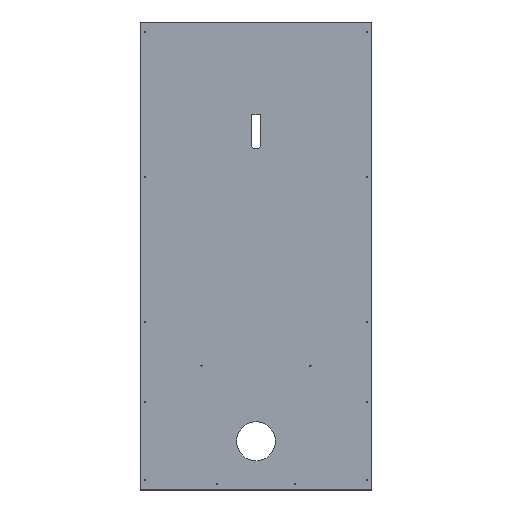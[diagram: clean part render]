
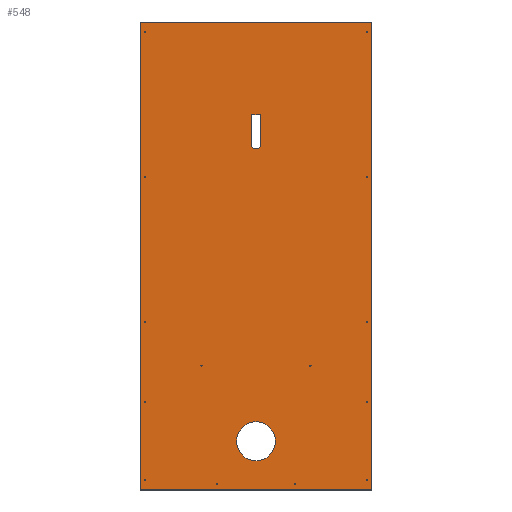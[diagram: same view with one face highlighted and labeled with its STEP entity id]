
A CAD part, top view. The second image highlights one B-rep face of the part: STEP entity #548.
In plain terms, the highlighted planar face has unit normal (0, 0, 1).
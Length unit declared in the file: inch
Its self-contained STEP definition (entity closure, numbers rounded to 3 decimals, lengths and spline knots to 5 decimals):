
#16=LINE('',#856,#40);
#17=LINE('',#858,#41);
#18=LINE('',#860,#42);
#19=LINE('',#861,#43);
#20=LINE('',#866,#44);
#21=LINE('',#870,#45);
#22=LINE('',#873,#46);
#40=VECTOR('',#719,48.);
#41=VECTOR('',#720,23.75);
#42=VECTOR('',#721,48.);
#43=VECTOR('',#722,23.75);
#44=VECTOR('',#725,2.9375);
#45=VECTOR('',#728,0.875);
#46=VECTOR('',#731,2.9375);
#64=PLANE('',#607);
#88=FACE_BOUND('',#178,.T.);
#89=FACE_BOUND('',#179,.T.);
#90=FACE_BOUND('',#180,.T.);
#91=FACE_BOUND('',#181,.T.);
#92=FACE_BOUND('',#182,.T.);
#93=FACE_BOUND('',#183,.T.);
#94=FACE_BOUND('',#184,.T.);
#95=FACE_BOUND('',#185,.T.);
#96=FACE_BOUND('',#186,.T.);
#97=FACE_BOUND('',#187,.T.);
#98=FACE_BOUND('',#188,.T.);
#99=FACE_BOUND('',#189,.T.);
#100=FACE_BOUND('',#190,.T.);
#101=FACE_BOUND('',#191,.T.);
#102=FACE_BOUND('',#192,.T.);
#103=FACE_BOUND('',#193,.T.);
#135=FACE_OUTER_BOUND('',#177,.T.);
#177=EDGE_LOOP('',(#397,#398,#399,#400));
#178=EDGE_LOOP('',(#401));
#179=EDGE_LOOP('',(#402));
#180=EDGE_LOOP('',(#403));
#181=EDGE_LOOP('',(#404));
#182=EDGE_LOOP('',(#405));
#183=EDGE_LOOP('',(#406));
#184=EDGE_LOOP('',(#407));
#185=EDGE_LOOP('',(#408));
#186=EDGE_LOOP('',(#409));
#187=EDGE_LOOP('',(#410));
#188=EDGE_LOOP('',(#411));
#189=EDGE_LOOP('',(#412));
#190=EDGE_LOOP('',(#413));
#191=EDGE_LOOP('',(#414,#415,#416,#417,#418,#419));
#192=EDGE_LOOP('',(#420));
#193=EDGE_LOOP('',(#421));
#222=CIRCLE('',#564,2.);
#224=CIRCLE('',#567,0.064);
#226=CIRCLE('',#570,0.064);
#227=CIRCLE('',#572,0.064);
#229=CIRCLE('',#575,0.064);
#232=CIRCLE('',#579,0.07);
#234=CIRCLE('',#582,0.07);
#236=CIRCLE('',#585,0.07);
#238=CIRCLE('',#588,0.07);
#240=CIRCLE('',#591,0.07);
#242=CIRCLE('',#594,0.07);
#244=CIRCLE('',#597,0.07);
#246=CIRCLE('',#600,0.07);
#248=CIRCLE('',#603,0.07);
#250=CIRCLE('',#606,0.07);
#251=CIRCLE('',#608,0.5);
#252=CIRCLE('',#609,0.0625);
#253=CIRCLE('',#610,0.0625);
#258=VERTEX_POINT('',#781);
#260=VERTEX_POINT('',#786);
#262=VERTEX_POINT('',#791);
#263=VERTEX_POINT('',#794);
#265=VERTEX_POINT('',#799);
#268=VERTEX_POINT('',#806);
#270=VERTEX_POINT('',#811);
#272=VERTEX_POINT('',#816);
#274=VERTEX_POINT('',#821);
#276=VERTEX_POINT('',#826);
#278=VERTEX_POINT('',#831);
#280=VERTEX_POINT('',#836);
#282=VERTEX_POINT('',#841);
#284=VERTEX_POINT('',#846);
#286=VERTEX_POINT('',#851);
#287=VERTEX_POINT('',#854);
#288=VERTEX_POINT('',#855);
#289=VERTEX_POINT('',#857);
#290=VERTEX_POINT('',#859);
#291=VERTEX_POINT('',#862);
#292=VERTEX_POINT('',#863);
#293=VERTEX_POINT('',#865);
#294=VERTEX_POINT('',#867);
#295=VERTEX_POINT('',#869);
#296=VERTEX_POINT('',#871);
#308=EDGE_CURVE('',#258,#258,#222,.T.);
#310=EDGE_CURVE('',#260,#260,#224,.T.);
#312=EDGE_CURVE('',#262,#262,#226,.T.);
#313=EDGE_CURVE('',#263,#263,#227,.T.);
#315=EDGE_CURVE('',#265,#265,#229,.T.);
#318=EDGE_CURVE('',#268,#268,#232,.T.);
#320=EDGE_CURVE('',#270,#270,#234,.T.);
#322=EDGE_CURVE('',#272,#272,#236,.T.);
#324=EDGE_CURVE('',#274,#274,#238,.T.);
#326=EDGE_CURVE('',#276,#276,#240,.T.);
#328=EDGE_CURVE('',#278,#278,#242,.T.);
#330=EDGE_CURVE('',#280,#280,#244,.T.);
#332=EDGE_CURVE('',#282,#282,#246,.T.);
#334=EDGE_CURVE('',#284,#284,#248,.T.);
#336=EDGE_CURVE('',#286,#286,#250,.T.);
#337=EDGE_CURVE('',#287,#288,#16,.T.);
#338=EDGE_CURVE('',#288,#289,#17,.T.);
#339=EDGE_CURVE('',#289,#290,#18,.T.);
#340=EDGE_CURVE('',#290,#287,#19,.T.);
#341=EDGE_CURVE('',#291,#292,#251,.T.);
#342=EDGE_CURVE('',#293,#291,#20,.T.);
#343=EDGE_CURVE('',#293,#294,#252,.T.);
#344=EDGE_CURVE('',#295,#294,#21,.T.);
#345=EDGE_CURVE('',#295,#296,#253,.T.);
#346=EDGE_CURVE('',#292,#296,#22,.T.);
#397=ORIENTED_EDGE('',*,*,#337,.T.);
#398=ORIENTED_EDGE('',*,*,#338,.T.);
#399=ORIENTED_EDGE('',*,*,#339,.T.);
#400=ORIENTED_EDGE('',*,*,#340,.T.);
#401=ORIENTED_EDGE('',*,*,#336,.F.);
#402=ORIENTED_EDGE('',*,*,#334,.F.);
#403=ORIENTED_EDGE('',*,*,#332,.F.);
#404=ORIENTED_EDGE('',*,*,#330,.F.);
#405=ORIENTED_EDGE('',*,*,#328,.F.);
#406=ORIENTED_EDGE('',*,*,#326,.T.);
#407=ORIENTED_EDGE('',*,*,#322,.T.);
#408=ORIENTED_EDGE('',*,*,#318,.T.);
#409=ORIENTED_EDGE('',*,*,#308,.F.);
#410=ORIENTED_EDGE('',*,*,#310,.F.);
#411=ORIENTED_EDGE('',*,*,#312,.F.);
#412=ORIENTED_EDGE('',*,*,#313,.T.);
#413=ORIENTED_EDGE('',*,*,#315,.T.);
#414=ORIENTED_EDGE('',*,*,#341,.F.);
#415=ORIENTED_EDGE('',*,*,#342,.F.);
#416=ORIENTED_EDGE('',*,*,#343,.T.);
#417=ORIENTED_EDGE('',*,*,#344,.F.);
#418=ORIENTED_EDGE('',*,*,#345,.T.);
#419=ORIENTED_EDGE('',*,*,#346,.F.);
#420=ORIENTED_EDGE('',*,*,#320,.T.);
#421=ORIENTED_EDGE('',*,*,#324,.T.);
#548=ADVANCED_FACE('',(#135,#88,#89,#90,#91,#92,#93,#94,#95,#96,#97,#98,
#99,#100,#101,#102,#103),#64,.T.);
#564=AXIS2_PLACEMENT_3D('',#782,#631,#632);
#567=AXIS2_PLACEMENT_3D('',#787,#637,#638);
#570=AXIS2_PLACEMENT_3D('',#792,#643,#644);
#572=AXIS2_PLACEMENT_3D('',#795,#647,#648);
#575=AXIS2_PLACEMENT_3D('',#800,#653,#654);
#579=AXIS2_PLACEMENT_3D('',#807,#661,#662);
#582=AXIS2_PLACEMENT_3D('',#812,#667,#668);
#585=AXIS2_PLACEMENT_3D('',#817,#673,#674);
#588=AXIS2_PLACEMENT_3D('',#822,#679,#680);
#591=AXIS2_PLACEMENT_3D('',#827,#685,#686);
#594=AXIS2_PLACEMENT_3D('',#832,#691,#692);
#597=AXIS2_PLACEMENT_3D('',#837,#697,#698);
#600=AXIS2_PLACEMENT_3D('',#842,#703,#704);
#603=AXIS2_PLACEMENT_3D('',#847,#709,#710);
#606=AXIS2_PLACEMENT_3D('',#852,#715,#716);
#607=AXIS2_PLACEMENT_3D('',#853,#717,#718);
#608=AXIS2_PLACEMENT_3D('',#864,#723,#724);
#609=AXIS2_PLACEMENT_3D('',#868,#726,#727);
#610=AXIS2_PLACEMENT_3D('',#872,#729,#730);
#631=DIRECTION('center_axis',(0.,0.,1.));
#632=DIRECTION('ref_axis',(1.,0.,0.));
#637=DIRECTION('center_axis',(0.,0.,1.));
#638=DIRECTION('ref_axis',(1.,0.,0.));
#643=DIRECTION('center_axis',(0.,0.,1.));
#644=DIRECTION('ref_axis',(1.,0.,0.));
#647=DIRECTION('center_axis',(0.,0.,-1.));
#648=DIRECTION('ref_axis',(-1.,0.,0.));
#653=DIRECTION('center_axis',(0.,0.,-1.));
#654=DIRECTION('ref_axis',(-1.,0.,0.));
#661=DIRECTION('center_axis',(0.,0.,-1.));
#662=DIRECTION('ref_axis',(-1.,0.,0.));
#667=DIRECTION('center_axis',(0.,0.,-1.));
#668=DIRECTION('ref_axis',(-1.,0.,0.));
#673=DIRECTION('center_axis',(0.,0.,-1.));
#674=DIRECTION('ref_axis',(-1.,0.,0.));
#679=DIRECTION('center_axis',(0.,0.,-1.));
#680=DIRECTION('ref_axis',(-1.,0.,0.));
#685=DIRECTION('center_axis',(0.,0.,-1.));
#686=DIRECTION('ref_axis',(-1.,0.,0.));
#691=DIRECTION('center_axis',(0.,0.,1.));
#692=DIRECTION('ref_axis',(1.,0.,0.));
#697=DIRECTION('center_axis',(0.,0.,1.));
#698=DIRECTION('ref_axis',(1.,0.,0.));
#703=DIRECTION('center_axis',(0.,0.,1.));
#704=DIRECTION('ref_axis',(1.,0.,0.));
#709=DIRECTION('center_axis',(0.,0.,1.));
#710=DIRECTION('ref_axis',(1.,0.,0.));
#715=DIRECTION('center_axis',(0.,0.,1.));
#716=DIRECTION('ref_axis',(1.,0.,0.));
#717=DIRECTION('center_axis',(0.,0.,1.));
#718=DIRECTION('ref_axis',(1.,0.,0.));
#719=DIRECTION('',(0.,-1.,0.));
#720=DIRECTION('',(1.,0.,0.));
#721=DIRECTION('',(0.,1.,0.));
#722=DIRECTION('',(-1.,0.,0.));
#723=DIRECTION('center_axis',(0.,0.,1.));
#724=DIRECTION('ref_axis',(1.,0.,0.));
#725=DIRECTION('',(0.,-1.,0.));
#726=DIRECTION('center_axis',(0.,0.,-1.));
#727=DIRECTION('ref_axis',(1.,0.,0.));
#728=DIRECTION('',(-1.,0.,0.));
#729=DIRECTION('center_axis',(0.,0.,-1.));
#730=DIRECTION('ref_axis',(1.,0.,0.));
#731=DIRECTION('',(0.,1.,0.));
#781=CARTESIAN_POINT('',(2.,-19.,0.118));
#782=CARTESIAN_POINT('Origin',(0.,-19.,0.118));
#786=CARTESIAN_POINT('',(4.064,-23.41,0.118));
#787=CARTESIAN_POINT('Origin',(4.,-23.41,0.118));
#791=CARTESIAN_POINT('',(-3.936,-23.41,0.118));
#792=CARTESIAN_POINT('Origin',(-4.,-23.41,0.118));
#794=CARTESIAN_POINT('',(-5.65089,-11.25143,0.118));
#795=CARTESIAN_POINT('Origin',(-5.58689,-11.25143,0.118));
#799=CARTESIAN_POINT('',(5.52289,-11.25143,0.118));
#800=CARTESIAN_POINT('Origin',(5.58689,-11.25143,0.118));
#806=CARTESIAN_POINT('',(11.445,-23.,0.118));
#807=CARTESIAN_POINT('Origin',(11.375,-23.,0.118));
#811=CARTESIAN_POINT('',(11.445,-15.,0.118));
#812=CARTESIAN_POINT('Origin',(11.375,-15.,0.118));
#816=CARTESIAN_POINT('',(11.445,-6.75,0.118));
#817=CARTESIAN_POINT('Origin',(11.375,-6.75,0.118));
#821=CARTESIAN_POINT('',(11.445,8.125,0.118));
#822=CARTESIAN_POINT('Origin',(11.375,8.125,0.118));
#826=CARTESIAN_POINT('',(11.445,23.,0.118));
#827=CARTESIAN_POINT('Origin',(11.375,23.,0.118));
#831=CARTESIAN_POINT('',(-11.305,-23.,0.118));
#832=CARTESIAN_POINT('Origin',(-11.375,-23.,0.118));
#836=CARTESIAN_POINT('',(-11.305,-15.,0.118));
#837=CARTESIAN_POINT('Origin',(-11.375,-15.,0.118));
#841=CARTESIAN_POINT('',(-11.305,-6.75,0.118));
#842=CARTESIAN_POINT('Origin',(-11.375,-6.75,0.118));
#846=CARTESIAN_POINT('',(-11.305,8.125,0.118));
#847=CARTESIAN_POINT('Origin',(-11.375,8.125,0.118));
#851=CARTESIAN_POINT('',(-11.305,23.,0.118));
#852=CARTESIAN_POINT('Origin',(-11.375,23.,0.118));
#853=CARTESIAN_POINT('Origin',(-11.875,24.,0.118));
#854=CARTESIAN_POINT('',(-11.875,24.,0.118));
#855=CARTESIAN_POINT('',(-11.875,-24.,0.118));
#856=CARTESIAN_POINT('',(-11.875,-24.,0.118));
#857=CARTESIAN_POINT('',(11.875,-24.,0.118));
#858=CARTESIAN_POINT('',(11.875,-24.,0.118));
#859=CARTESIAN_POINT('',(11.875,24.,0.118));
#860=CARTESIAN_POINT('',(11.875,-24.,0.118));
#861=CARTESIAN_POINT('',(11.875,24.,0.118));
#862=CARTESIAN_POINT('',(-0.5,11.5,0.118));
#863=CARTESIAN_POINT('',(0.5,11.5,0.118));
#864=CARTESIAN_POINT('Origin',(0.,11.5,0.118));
#865=CARTESIAN_POINT('',(-0.5,14.4375,0.118));
#866=CARTESIAN_POINT('',(-0.5,14.5,0.118));
#867=CARTESIAN_POINT('',(-0.4375,14.5,0.118));
#868=CARTESIAN_POINT('Origin',(-0.4375,14.4375,0.118));
#869=CARTESIAN_POINT('',(0.4375,14.5,0.118));
#870=CARTESIAN_POINT('',(-0.5,14.5,0.118));
#871=CARTESIAN_POINT('',(0.5,14.4375,0.118));
#872=CARTESIAN_POINT('Origin',(0.4375,14.4375,0.118));
#873=CARTESIAN_POINT('',(0.5,14.5,0.118));
